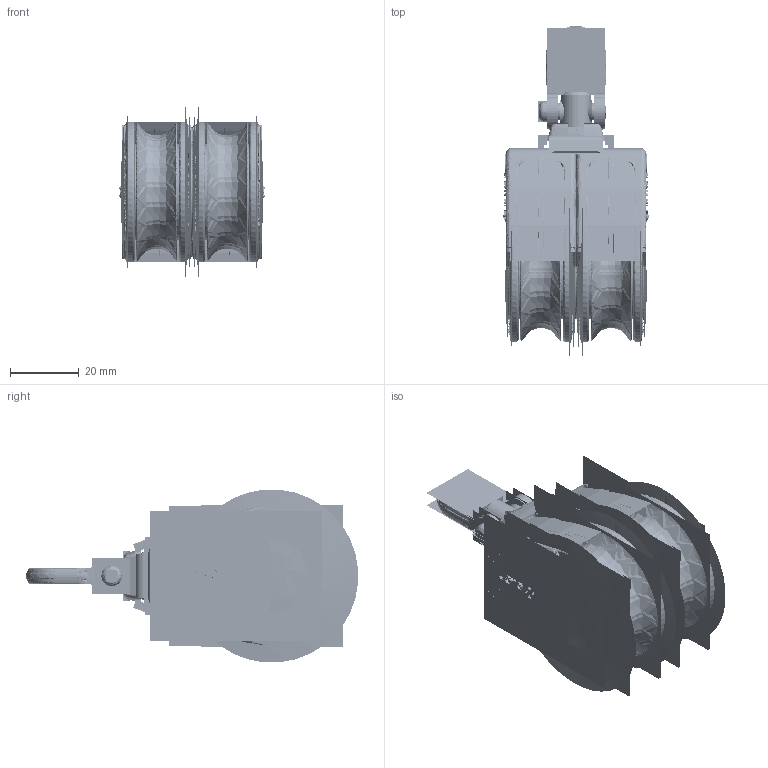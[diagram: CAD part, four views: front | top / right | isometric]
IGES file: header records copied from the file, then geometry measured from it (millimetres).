
Start section:  PTC IGES file: a20402.igs
Global section: file name: a20402.igs; native system: Creo Parametric by PTC Inc.; preprocessor: 2022414; author: Student; organization: Unknown; date: 20230518.093648; units: millimetre
Bounding box: 42.51 x 96.87 x 50.48 mm (x, y, z)
Surface area: 722133.1 mm2 (no closed solid volume)
Topology: 0 solids, 0 shells, 4940 faces, 83397 edges, 108518 vertices
Faces by surface type: revolution 2244, bspline 1544, extrusion 1152
